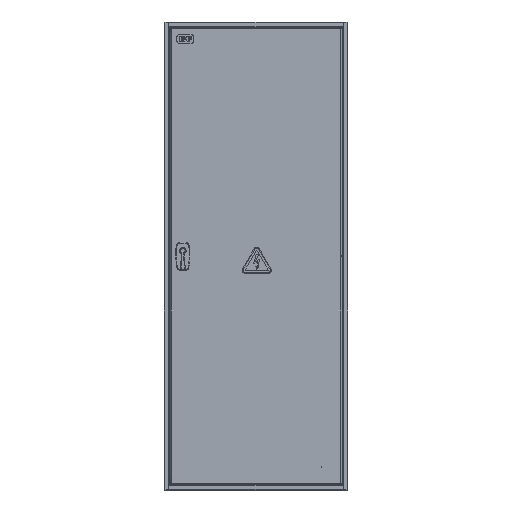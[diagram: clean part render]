
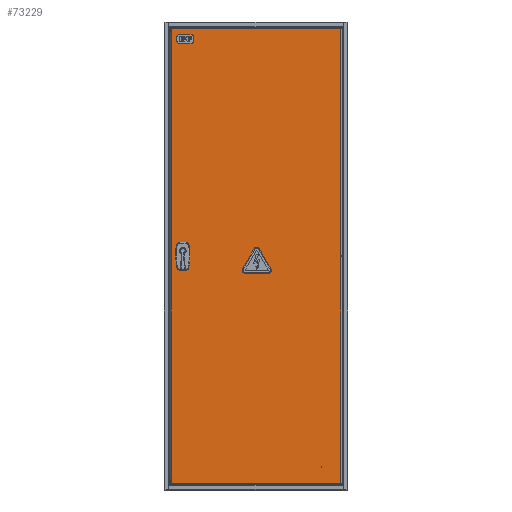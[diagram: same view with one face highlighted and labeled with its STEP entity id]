
A CAD part, top view. The second image highlights one B-rep face of the part: STEP entity #73229.
In plain terms, the highlighted planar face has unit normal (0, 0, 1).
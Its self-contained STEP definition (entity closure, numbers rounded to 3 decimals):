
#2784 = VECTOR ( 'NONE', #91677, 1000. ) ;
#3602 = EDGE_CURVE ( 'NONE', #32988, #62604, #69968, .T. ) ;
#3751 = VERTEX_POINT ( 'NONE', #96720 ) ;
#6793 = VERTEX_POINT ( 'NONE', #58781 ) ;
#7028 = ORIENTED_EDGE ( 'NONE', *, *, #61081, .F. ) ;
#8778 = ORIENTED_EDGE ( 'NONE', *, *, #37371, .F. ) ;
#12206 = VERTEX_POINT ( 'NONE', #92283 ) ;
#16189 = VERTEX_POINT ( 'NONE', #68127 ) ;
#16378 = DIRECTION ( 'NONE',  ( 0., 0., 1. ) ) ;
#16453 = DIRECTION ( 'NONE',  ( -1., 0., 0. ) ) ;
#18560 = DIRECTION ( 'NONE',  ( 1., 0., 0. ) ) ;
#20586 = CARTESIAN_POINT ( 'NONE',  ( 170.461, -692.273, -155.572 ) ) ;
#21895 = VECTOR ( 'NONE', #16453, 1000. ) ;
#22510 = EDGE_CURVE ( 'NONE', #3751, #12206, #64708, .T. ) ;
#24506 = VECTOR ( 'NONE', #121365, 1000. ) ;
#26661 = VECTOR ( 'NONE', #65256, 1000. ) ;
#27456 = CARTESIAN_POINT ( 'NONE',  ( -338.585, -691.527, -155.572 ) ) ;
#27796 = LINE ( 'NONE', #100697, #2784 ) ;
#32073 = EDGE_CURVE ( 'NONE', #62604, #62138, #38985, .T. ) ;
#32647 = EDGE_CURVE ( 'NONE', #16189, #32988, #35801, .T. ) ;
#32988 = VERTEX_POINT ( 'NONE', #112841 ) ;
#34262 = ORIENTED_EDGE ( 'NONE', *, *, #22510, .F. ) ;
#35801 = LINE ( 'NONE', #39842, #48883 ) ;
#37371 = EDGE_CURVE ( 'NONE', #95346, #3751, #79085, .T. ) ;
#37845 = ORIENTED_EDGE ( 'NONE', *, *, #3602, .T. ) ;
#38985 = LINE ( 'NONE', #20586, #86002 ) ;
#39842 = CARTESIAN_POINT ( 'NONE',  ( -337.839, 668.02, -155.572 ) ) ;
#40915 = EDGE_LOOP ( 'NONE', ( #104331, #88314, #37845, #89463 ) ) ;
#41536 = FACE_BOUND ( 'NONE', #69821, .T. ) ;
#45403 = DIRECTION ( 'NONE',  ( 0., -1., 0. ) ) ;
#46099 = VECTOR ( 'NONE', #45403, 1000. ) ;
#48883 = VECTOR ( 'NONE', #87457, 1000. ) ;
#57025 = VECTOR ( 'NONE', #18560, 1000. ) ;
#57479 = EDGE_CURVE ( 'NONE', #12206, #6793, #27796, .T. ) ;
#58781 = CARTESIAN_POINT ( 'NONE',  ( -314.939, 12.873, -155.572 ) ) ;
#61081 = EDGE_CURVE ( 'NONE', #6793, #95346, #79925, .T. ) ;
#62138 = VERTEX_POINT ( 'NONE', #111579 ) ;
#62604 = VERTEX_POINT ( 'NONE', #84320 ) ;
#64708 = LINE ( 'NONE', #112105, #26661 ) ;
#65243 = CARTESIAN_POINT ( 'NONE',  ( -314.939, -37.127, -155.572 ) ) ;
#65256 = DIRECTION ( 'NONE',  ( 0., 1., 0. ) ) ;
#65890 = CARTESIAN_POINT ( 'NONE',  ( -314.939, 12.873, -155.572 ) ) ;
#67661 = DIRECTION ( 'NONE',  ( 0., 1., 0. ) ) ;
#68127 = CARTESIAN_POINT ( 'NONE',  ( -337.839, 667.273, -155.572 ) ) ;
#69821 = EDGE_LOOP ( 'NONE', ( #34262, #8778, #7028, #92592 ) ) ;
#69968 = LINE ( 'NONE', #27456, #24506 ) ;
#72517 = PLANE ( 'NONE',  #73511 ) ;
#73229 = ADVANCED_FACE ( 'NONE', ( #41536, #76778 ), #72517, .T. ) ;
#73511 = AXIS2_PLACEMENT_3D ( 'NONE', #89834, #16378, #81991 ) ;
#75347 = CARTESIAN_POINT ( 'NONE',  ( -314.939, -37.127, -155.572 ) ) ;
#76778 = FACE_OUTER_BOUND ( 'NONE', #40915, .T. ) ;
#79085 = LINE ( 'NONE', #65243, #57025 ) ;
#79925 = LINE ( 'NONE', #65890, #46099 ) ;
#81991 = DIRECTION ( 'NONE',  ( 1., 0., 0. ) ) ;
#84320 = CARTESIAN_POINT ( 'NONE',  ( 170.461, -691.527, -155.572 ) ) ;
#86002 = VECTOR ( 'NONE', #67661, 1000. ) ;
#87457 = DIRECTION ( 'NONE',  ( 0., -1., 0. ) ) ;
#88314 = ORIENTED_EDGE ( 'NONE', *, *, #32647, .T. ) ;
#89463 = ORIENTED_EDGE ( 'NONE', *, *, #32073, .T. ) ;
#89834 = CARTESIAN_POINT ( 'NONE',  ( -83.689, -12.127, -155.572 ) ) ;
#91677 = DIRECTION ( 'NONE',  ( -1., 0., 0. ) ) ;
#92283 = CARTESIAN_POINT ( 'NONE',  ( -289.939, 12.873, -155.572 ) ) ;
#92592 = ORIENTED_EDGE ( 'NONE', *, *, #57479, .F. ) ;
#95346 = VERTEX_POINT ( 'NONE', #75347 ) ;
#96720 = CARTESIAN_POINT ( 'NONE',  ( -289.939, -37.127, -155.572 ) ) ;
#100697 = CARTESIAN_POINT ( 'NONE',  ( -314.939, 12.873, -155.572 ) ) ;
#104331 = ORIENTED_EDGE ( 'NONE', *, *, #120961, .T. ) ;
#111219 = CARTESIAN_POINT ( 'NONE',  ( 171.208, 667.273, -155.572 ) ) ;
#111579 = CARTESIAN_POINT ( 'NONE',  ( 170.461, 667.273, -155.572 ) ) ;
#112105 = CARTESIAN_POINT ( 'NONE',  ( -289.939, 12.873, -155.572 ) ) ;
#112841 = CARTESIAN_POINT ( 'NONE',  ( -337.839, -691.527, -155.572 ) ) ;
#120961 = EDGE_CURVE ( 'NONE', #62138, #16189, #121696, .T. ) ;
#121365 = DIRECTION ( 'NONE',  ( 1., 0., 0. ) ) ;
#121696 = LINE ( 'NONE', #111219, #21895 ) ;
